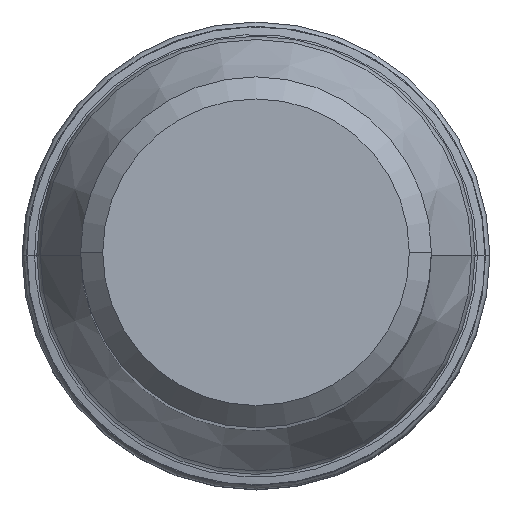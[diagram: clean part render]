
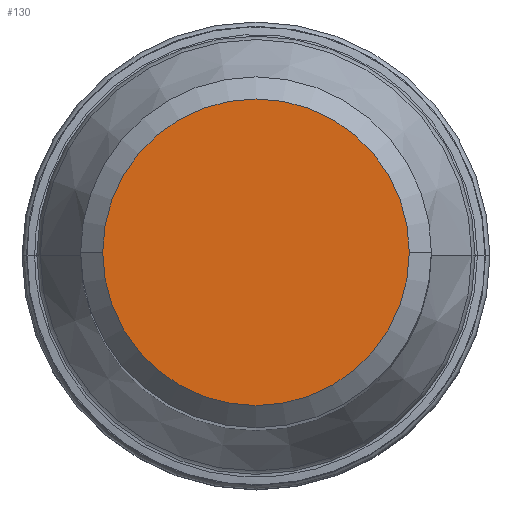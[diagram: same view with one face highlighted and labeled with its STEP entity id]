
A CAD part, top view. The second image highlights one B-rep face of the part: STEP entity #130.
In plain terms, the highlighted planar face has unit normal (0, 0, 1).
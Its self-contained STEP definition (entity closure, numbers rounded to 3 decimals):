
#32=PLANE('',#1136);
#130=ADVANCED_FACE('',(#202),#32,.F.);
#202=FACE_OUTER_BOUND('',#260,.T.);
#260=EDGE_LOOP('',(#448,#449,#450,#451));
#448=ORIENTED_EDGE('',*,*,#720,.T.);
#449=ORIENTED_EDGE('',*,*,#721,.T.);
#450=ORIENTED_EDGE('',*,*,#722,.T.);
#451=ORIENTED_EDGE('',*,*,#723,.T.);
#601=VERTEX_POINT('',#2599);
#602=VERTEX_POINT('',#2600);
#603=VERTEX_POINT('',#2602);
#604=VERTEX_POINT('',#2604);
#720=EDGE_CURVE('',#601,#602,#860,.T.);
#721=EDGE_CURVE('',#602,#603,#861,.T.);
#722=EDGE_CURVE('',#603,#604,#862,.T.);
#723=EDGE_CURVE('',#604,#601,#863,.T.);
#860=CIRCLE('',#1132,8.325);
#861=CIRCLE('',#1133,8.325);
#862=CIRCLE('',#1134,8.325);
#863=CIRCLE('',#1135,8.325);
#1132=AXIS2_PLACEMENT_3D('',#2598,#1373,#1374);
#1133=AXIS2_PLACEMENT_3D('',#2601,#1375,#1376);
#1134=AXIS2_PLACEMENT_3D('',#2603,#1377,#1378);
#1135=AXIS2_PLACEMENT_3D('',#2605,#1379,#1380);
#1136=AXIS2_PLACEMENT_3D('',#2606,#1381,#1382);
#1373=DIRECTION('',(0.,0.,1.));
#1374=DIRECTION('',(0.,1.,0.));
#1375=DIRECTION('',(0.,0.,1.));
#1376=DIRECTION('',(-1.,0.,0.));
#1377=DIRECTION('',(0.,0.,1.));
#1378=DIRECTION('',(0.,-1.,0.));
#1379=DIRECTION('',(0.,0.,1.));
#1380=DIRECTION('',(1.,0.,0.));
#1381=DIRECTION('',(0.,0.,-1.));
#1382=DIRECTION('',(-1.,0.,0.));
#2598=CARTESIAN_POINT('',(0.,0.,38.04));
#2599=CARTESIAN_POINT('',(0.,8.325,38.04));
#2600=CARTESIAN_POINT('',(-8.325,0.,38.04));
#2601=CARTESIAN_POINT('',(0.,0.,38.04));
#2602=CARTESIAN_POINT('',(0.,-8.325,38.04));
#2603=CARTESIAN_POINT('',(0.,0.,38.04));
#2604=CARTESIAN_POINT('',(8.325,0.,38.04));
#2605=CARTESIAN_POINT('',(0.,0.,38.04));
#2606=CARTESIAN_POINT('',(0.,0.,38.04));
